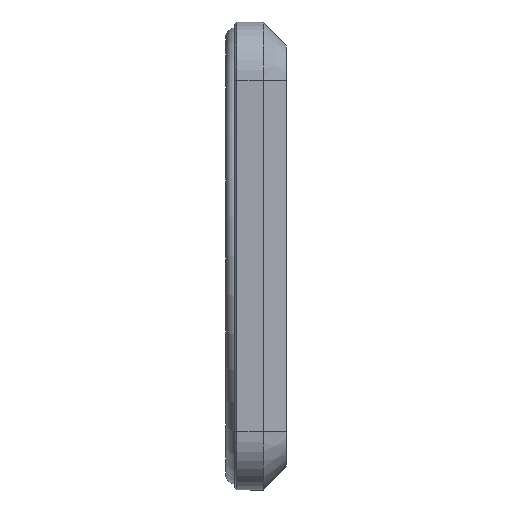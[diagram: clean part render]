
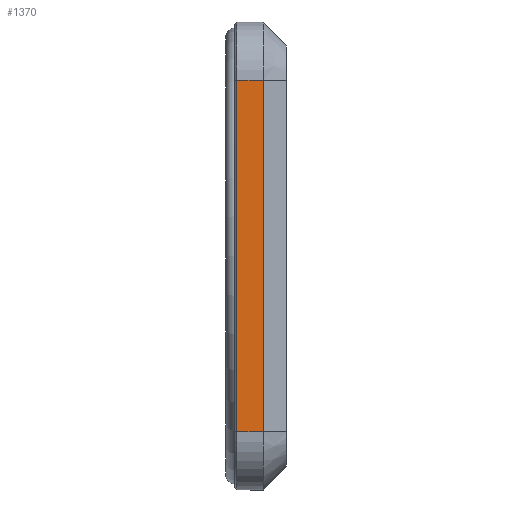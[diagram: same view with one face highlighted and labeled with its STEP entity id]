
A CAD part, left-side view. The second image highlights one B-rep face of the part: STEP entity #1370.
In plain terms, the highlighted planar face has unit normal (-1, 0, 0).
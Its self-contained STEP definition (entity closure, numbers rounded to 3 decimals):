
#200 = ORIENTED_EDGE ( 'NONE', *, *, #3459, .T. ) ;
#267 = DIRECTION ( 'NONE',  ( 0., 0., -1. ) ) ;
#446 = VERTEX_POINT ( 'NONE', #2248 ) ;
#498 = DIRECTION ( 'NONE',  ( 1., 0., 0. ) ) ;
#523 = FACE_OUTER_BOUND ( 'NONE', #2478, .T. ) ;
#564 = CARTESIAN_POINT ( 'NONE',  ( -25.4, 5.35, -19.05 ) ) ;
#591 = CARTESIAN_POINT ( 'NONE',  ( -25.4, 2.5, 19.05 ) ) ;
#642 = LINE ( 'NONE', #3232, #2243 ) ;
#917 = ORIENTED_EDGE ( 'NONE', *, *, #3683, .T. ) ;
#1057 = PLANE ( 'NONE',  #1246 ) ;
#1088 = CARTESIAN_POINT ( 'NONE',  ( -25.4, 5.6, -25.4 ) ) ;
#1246 = AXIS2_PLACEMENT_3D ( 'NONE', #1088, #498, #3822 ) ;
#1303 = EDGE_CURVE ( 'NONE', #1515, #1694, #1979, .T. ) ;
#1308 = CARTESIAN_POINT ( 'NONE',  ( -25.4, 5.35, -19.05 ) ) ;
#1370 = ADVANCED_FACE ( 'NONE', ( #523 ), #1057, .F. ) ;
#1475 = DIRECTION ( 'NONE',  ( 0., -1., 0. ) ) ;
#1515 = VERTEX_POINT ( 'NONE', #591 ) ;
#1631 = LINE ( 'NONE', #564, #3313 ) ;
#1640 = DIRECTION ( 'NONE',  ( 0., 0., -1. ) ) ;
#1694 = VERTEX_POINT ( 'NONE', #3936 ) ;
#1931 = LINE ( 'NONE', #2233, #2069 ) ;
#1979 = LINE ( 'NONE', #2250, #3048 ) ;
#2069 = VECTOR ( 'NONE', #1640, 1000. ) ;
#2233 = CARTESIAN_POINT ( 'NONE',  ( -25.4, 2.5, -25.4 ) ) ;
#2243 = VECTOR ( 'NONE', #1475, 1000. ) ;
#2248 = CARTESIAN_POINT ( 'NONE',  ( -25.4, 2.5, -19.05 ) ) ;
#2250 = CARTESIAN_POINT ( 'NONE',  ( -25.4, 5.6, 19.05 ) ) ;
#2336 = VERTEX_POINT ( 'NONE', #1308 ) ;
#2357 = EDGE_CURVE ( 'NONE', #1515, #446, #1931, .T. ) ;
#2478 = EDGE_LOOP ( 'NONE', ( #2624, #2698, #200, #917 ) ) ;
#2599 = DIRECTION ( 'NONE',  ( 0., 1., 0. ) ) ;
#2624 = ORIENTED_EDGE ( 'NONE', *, *, #2357, .F. ) ;
#2698 = ORIENTED_EDGE ( 'NONE', *, *, #1303, .T. ) ;
#3048 = VECTOR ( 'NONE', #2599, 1000. ) ;
#3232 = CARTESIAN_POINT ( 'NONE',  ( -25.4, 5.6, -19.05 ) ) ;
#3313 = VECTOR ( 'NONE', #267, 1000. ) ;
#3459 = EDGE_CURVE ( 'NONE', #1694, #2336, #1631, .T. ) ;
#3683 = EDGE_CURVE ( 'NONE', #2336, #446, #642, .T. ) ;
#3822 = DIRECTION ( 'NONE',  ( 0., 0., -1. ) ) ;
#3936 = CARTESIAN_POINT ( 'NONE',  ( -25.4, 5.35, 19.05 ) ) ;
